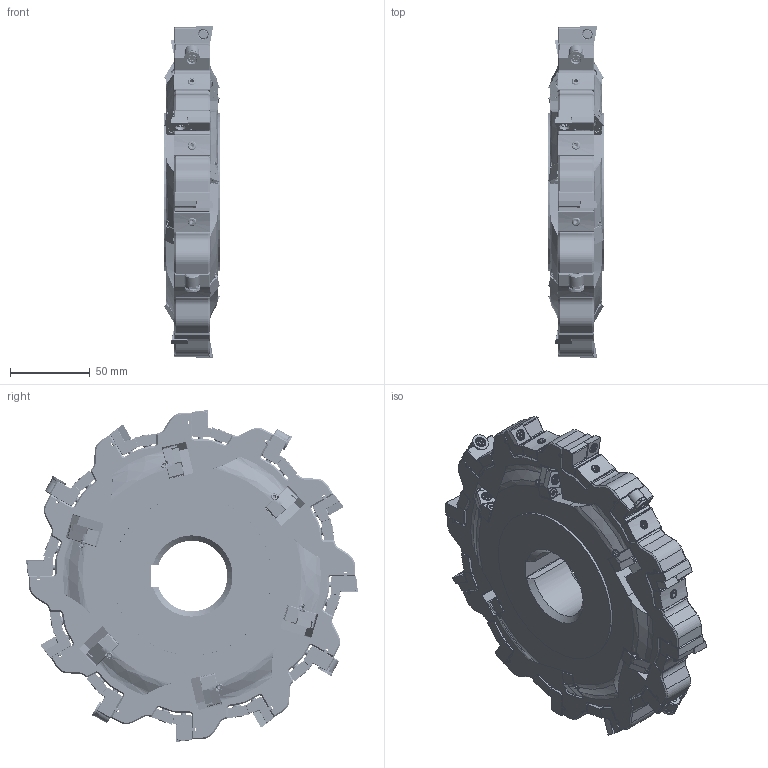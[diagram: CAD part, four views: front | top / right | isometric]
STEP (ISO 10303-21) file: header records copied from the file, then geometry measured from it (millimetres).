
FILE_DESCRIPTION(('FreeCAD Model'),'2;1');
FILE_NAME('Open CASCADE Shape Model','2025-04-17T13:00:10',('FreeCAD'),( 'FreeCAD'),'Open CASCADE STEP processor 7.6','FreeCAD','Unknown');
FILE_SCHEMA(('AUTOMOTIVE_DESIGN { 1 0 10303 214 1 1 1 1 }'));
Products named in the file (1): Open CASCADE STEP translator 7.6 1
Bounding box: 35.52 x 208.67 x 208.67 mm (x, y, z)
Volume: 778139.4 mm3; surface area: 165306.8 mm2
Topology: 133 solids, 133 shells, 4732 faces, 12734 edges, 8196 vertices
Faces by surface type: bspline 4732
Entity records: 149415 total; most frequent: CARTESIAN_POINT 77105, ORIENTED_EDGE 25140, EDGE_CURVE 12570, B_SPLINE_CURVE_WITH_KNOTS 8642, VERTEX_POINT 8196, FACE_BOUND 4970, EDGE_LOOP 4970, ADVANCED_FACE 4732
